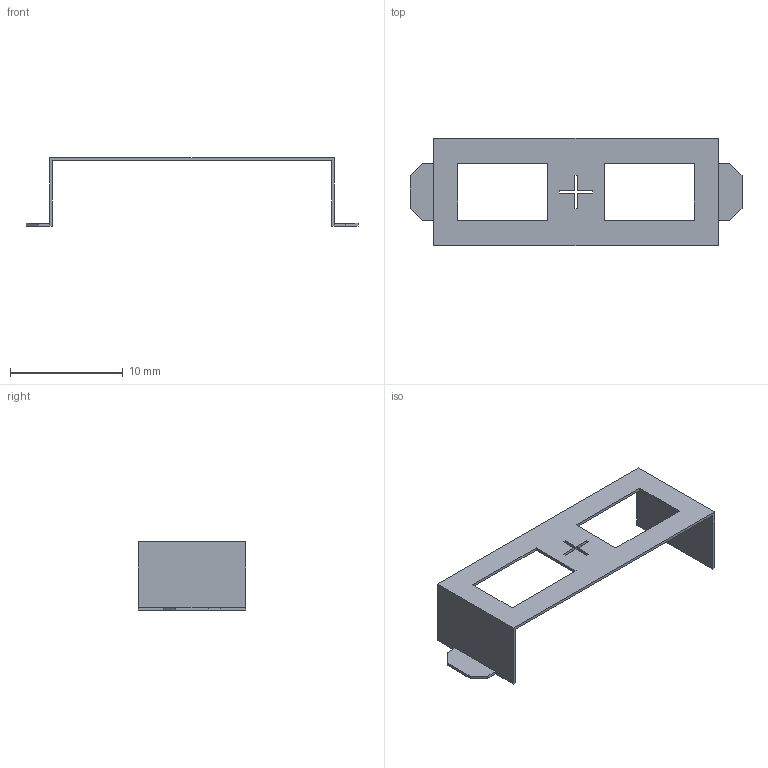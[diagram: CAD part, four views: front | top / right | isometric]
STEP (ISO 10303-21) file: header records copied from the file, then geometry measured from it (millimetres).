
FILE_DESCRIPTION(('FreeCAD Model'),'2;1');
FILE_NAME('BatteryHolder_CR2450_BC-2005.step','2019-12-22T05:15:39',('Author'), (''),'Open CASCADE STEP processor 7.3','FreeCAD','Unknown');
FILE_SCHEMA(('AUTOMOTIVE_DESIGN { 1 0 10303 214 1 1 1 1 }'));
Length unit declared in the file: millimetre
Products named in the file (1): SnapperPocket
Bounding box: 29.46 x 9.56 x 6.09 mm (x, y, z)
Volume: 72.7 mm3; surface area: 622 mm2
Topology: 1 solids, 1 shells, 46 faces, 128 edges, 84 vertices
Faces by surface type: plane 46
Entity records: 1473 total; most frequent: CARTESIAN_POINT 259, ORIENTED_EDGE 256, DIRECTION 222, EDGE_CURVE 128, LINE 128, VECTOR 128, VERTEX_POINT 84, FACE_BOUND 52
